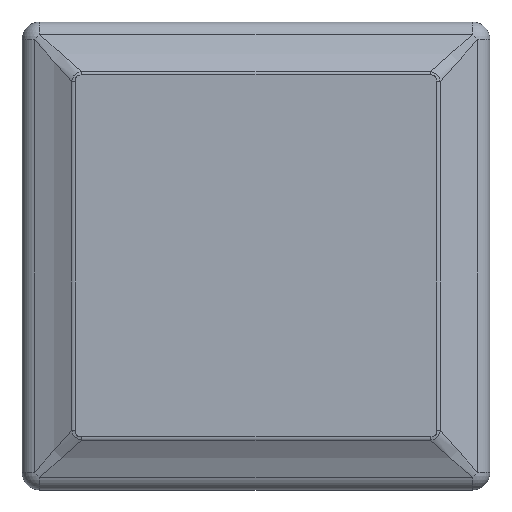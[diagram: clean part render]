
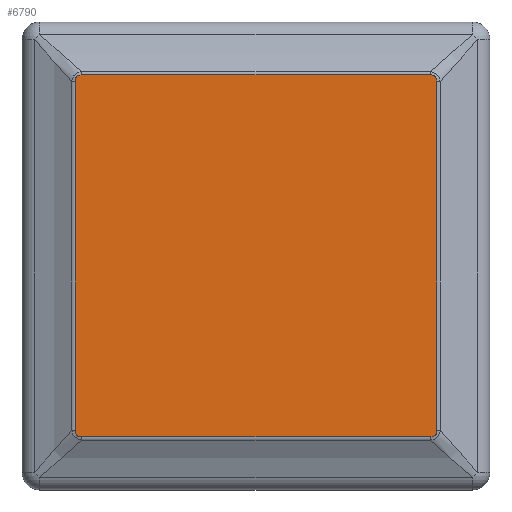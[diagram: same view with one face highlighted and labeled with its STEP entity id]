
A CAD part, top view. The second image highlights one B-rep face of the part: STEP entity #6790.
In plain terms, the highlighted planar face has unit normal (0, 0, 1).
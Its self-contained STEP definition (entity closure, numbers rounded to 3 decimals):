
#5800=CARTESIAN_POINT('',(0.,0.,4.));
#5810=DIRECTION('',(0.,0.,1.));
#5820=DIRECTION('',(1.,0.,0.));
#5830=AXIS2_PLACEMENT_3D('',#5800,#5810,#5820);
#5840=PLANE('',#5830);
#5850=CARTESIAN_POINT('',(-11.929,12.376,4.));
#5860=CARTESIAN_POINT('',(-11.989,12.376,4.));
#5870=CARTESIAN_POINT('',(-12.049,12.369,4.));
#5880=CARTESIAN_POINT('',(-12.164,12.333,4.));
#5890=CARTESIAN_POINT('',(-12.218,12.303,4.));
#5900=CARTESIAN_POINT('',(-12.303,12.218,4.));
#5910=CARTESIAN_POINT('',(-12.333,12.164,4.));
#5920=CARTESIAN_POINT('',(-12.37,12.049,4.));
#5930=CARTESIAN_POINT('',(-12.376,11.989,4.));
#5940=CARTESIAN_POINT('',(-12.376,11.929,4.));
#5950=B_SPLINE_CURVE_WITH_KNOTS('',3,(#5850,#5860,#5870,#5880,#5890,
#5900,#5910,#5920,#5930,#5940),.UNSPECIFIED.,.F.,.F.,(4,2,2,2,4),(0.,
0.,0.,0.001,
0.001),.UNSPECIFIED.);
#5960=CARTESIAN_POINT('',(-11.929,12.376,4.));
#5970=VERTEX_POINT('',#5960);
#5980=CARTESIAN_POINT('',(-12.376,11.929,4.));
#5990=VERTEX_POINT('',#5980);
#6000=EDGE_CURVE('',#5970,#5990,#5950,.T.);
#6010=ORIENTED_EDGE('',*,*,#6000,.T.);
#6020=CARTESIAN_POINT('',(0.,12.376,4.));
#6030=DIRECTION('',(-1.,0.,0.));
#6040=VECTOR('',#6030,1000.);
#6050=LINE('',#6020,#6040);
#6060=CARTESIAN_POINT('',(11.929,12.376,4.));
#6070=VERTEX_POINT('',#6060);
#6080=EDGE_CURVE('',#6070,#5970,#6050,.T.);
#6090=ORIENTED_EDGE('',*,*,#6080,.T.);
#6100=CARTESIAN_POINT('',(12.376,11.929,4.));
#6110=CARTESIAN_POINT('',(12.376,11.989,4.));
#6120=CARTESIAN_POINT('',(12.369,12.049,4.));
#6130=CARTESIAN_POINT('',(12.333,12.164,4.));
#6140=CARTESIAN_POINT('',(12.303,12.218,4.));
#6150=CARTESIAN_POINT('',(12.218,12.303,4.));
#6160=CARTESIAN_POINT('',(12.164,12.333,4.));
#6170=CARTESIAN_POINT('',(12.049,12.37,4.));
#6180=CARTESIAN_POINT('',(11.989,12.376,4.));
#6190=CARTESIAN_POINT('',(11.929,12.376,4.));
#6200=B_SPLINE_CURVE_WITH_KNOTS('',3,(#6100,#6110,#6120,#6130,#6140,
#6150,#6160,#6170,#6180,#6190),.UNSPECIFIED.,.F.,.F.,(4,2,2,2,4),(0.,
0.,0.,0.001,
0.001),.UNSPECIFIED.);
#6210=CARTESIAN_POINT('',(12.376,11.929,4.));
#6220=VERTEX_POINT('',#6210);
#6230=EDGE_CURVE('',#6220,#6070,#6200,.T.);
#6240=ORIENTED_EDGE('',*,*,#6230,.T.);
#6250=CARTESIAN_POINT('',(12.376,11.816,4.));
#6260=DIRECTION('',(0.,1.,0.));
#6270=VECTOR('',#6260,1000.);
#6280=LINE('',#6250,#6270);
#6290=CARTESIAN_POINT('',(12.376,-11.929,4.));
#6300=VERTEX_POINT('',#6290);
#6310=EDGE_CURVE('',#6300,#6220,#6280,.T.);
#6320=ORIENTED_EDGE('',*,*,#6310,.T.);
#6330=CARTESIAN_POINT('',(11.929,-12.376,4.));
#6340=CARTESIAN_POINT('',(11.989,-12.376,4.));
#6350=CARTESIAN_POINT('',(12.049,-12.369,4.));
#6360=CARTESIAN_POINT('',(12.164,-12.333,4.));
#6370=CARTESIAN_POINT('',(12.218,-12.303,4.));
#6380=CARTESIAN_POINT('',(12.303,-12.218,4.));
#6390=CARTESIAN_POINT('',(12.333,-12.164,4.));
#6400=CARTESIAN_POINT('',(12.37,-12.049,4.));
#6410=CARTESIAN_POINT('',(12.376,-11.989,4.));
#6420=CARTESIAN_POINT('',(12.376,-11.929,4.));
#6430=B_SPLINE_CURVE_WITH_KNOTS('',3,(#6330,#6340,#6350,#6360,#6370,
#6380,#6390,#6400,#6410,#6420),.UNSPECIFIED.,.F.,.F.,(4,2,2,2,4),(0.,
0.,0.,0.001,
0.001),.UNSPECIFIED.);
#6440=CARTESIAN_POINT('',(11.929,-12.376,4.));
#6450=VERTEX_POINT('',#6440);
#6460=EDGE_CURVE('',#6450,#6300,#6430,.T.);
#6470=ORIENTED_EDGE('',*,*,#6460,.T.);
#6480=CARTESIAN_POINT('',(11.816,-12.376,4.));
#6490=DIRECTION('',(1.,0.,0.));
#6500=VECTOR('',#6490,1000.);
#6510=LINE('',#6480,#6500);
#6520=CARTESIAN_POINT('',(-11.929,-12.376,4.));
#6530=VERTEX_POINT('',#6520);
#6540=EDGE_CURVE('',#6530,#6450,#6510,.T.);
#6550=ORIENTED_EDGE('',*,*,#6540,.T.);
#6560=CARTESIAN_POINT('',(-12.376,-11.929,4.));
#6570=CARTESIAN_POINT('',(-12.376,-11.989,4.));
#6580=CARTESIAN_POINT('',(-12.369,-12.049,4.));
#6590=CARTESIAN_POINT('',(-12.333,-12.164,4.));
#6600=CARTESIAN_POINT('',(-12.303,-12.218,4.));
#6610=CARTESIAN_POINT('',(-12.218,-12.303,4.));
#6620=CARTESIAN_POINT('',(-12.164,-12.333,4.));
#6630=CARTESIAN_POINT('',(-12.049,-12.37,4.));
#6640=CARTESIAN_POINT('',(-11.989,-12.376,4.));
#6650=CARTESIAN_POINT('',(-11.929,-12.376,4.));
#6660=B_SPLINE_CURVE_WITH_KNOTS('',3,(#6560,#6570,#6580,#6590,#6600,
#6610,#6620,#6630,#6640,#6650),.UNSPECIFIED.,.F.,.F.,(4,2,2,2,4),(0.,
0.,0.,0.001,
0.001),.UNSPECIFIED.);
#6670=CARTESIAN_POINT('',(-12.376,-11.929,4.));
#6680=VERTEX_POINT('',#6670);
#6690=EDGE_CURVE('',#6680,#6530,#6660,.T.);
#6700=ORIENTED_EDGE('',*,*,#6690,.T.);
#6710=CARTESIAN_POINT('',(-12.376,0.,4.));
#6720=DIRECTION('',(0.,-1.,0.));
#6730=VECTOR('',#6720,1000.);
#6740=LINE('',#6710,#6730);
#6750=EDGE_CURVE('',#5990,#6680,#6740,.T.);
#6760=ORIENTED_EDGE('',*,*,#6750,.T.);
#6770=EDGE_LOOP('',(#6760,#6700,#6550,#6470,#6320,#6240,#6090,#6010));
#6780=FACE_OUTER_BOUND('',#6770,.T.);
#6790=ADVANCED_FACE('',(#6780),#5840,.T.);
